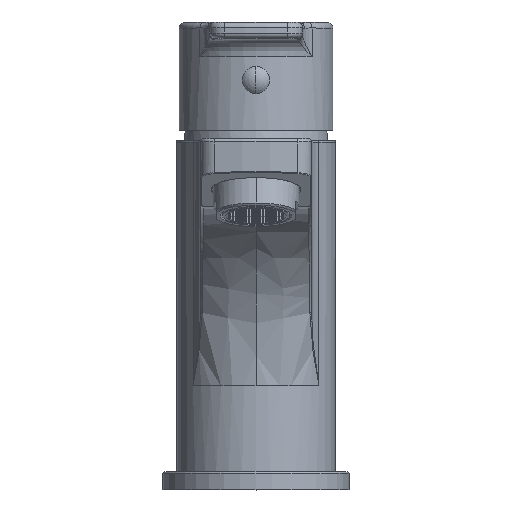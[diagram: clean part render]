
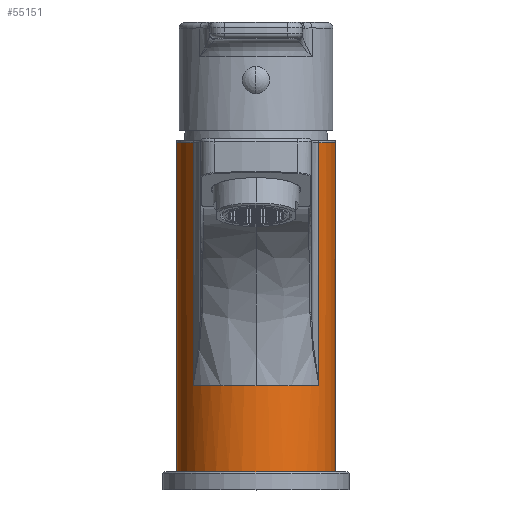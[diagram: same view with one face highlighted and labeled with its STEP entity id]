
A CAD part, top view. The second image highlights one B-rep face of the part: STEP entity #55151.
In plain terms, the highlighted cylindrical face has radius 22.25 mm (diameter 44.5 mm), a partial arc.
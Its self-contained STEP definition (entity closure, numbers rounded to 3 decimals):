
#8915=CARTESIAN_POINT('',(0.,25.5,22.25));
#8971=CARTESIAN_POINT('',(0.,25.5,0.));
#8972=DIRECTION('',(0.,-1.,0.));
#8973=DIRECTION('',(0.,0.,1.));
#8974=AXIS2_PLACEMENT_3D('',#8971,#8972,#8973);
#9048=CARTESIAN_POINT('',(17.593,25.5,13.622));
#9050=CARTESIAN_POINT('',(0.,25.5,0.));
#9051=DIRECTION('',(0.,-1.,0.));
#9052=DIRECTION('',(0.791,0.,0.612));
#9053=AXIS2_PLACEMENT_3D('',#9050,#9051,#9052);
#9468=CARTESIAN_POINT('',(0.,1.5,0.));
#9469=DIRECTION('',(0.,1.,0.));
#9470=DIRECTION('',(-1.,0.,0.));
#9471=AXIS2_PLACEMENT_3D('',#9468,#9469,#9470);
#9473=DIRECTION('',(0.,1.,0.));
#9474=VECTOR('',#9473,92.);
#9475=CARTESIAN_POINT('',(-22.25,1.5,0.));
#9476=LINE('',#9475,#9474);
#9477=CARTESIAN_POINT('',(0.,93.5,0.));
#9478=DIRECTION('',(0.,1.,0.));
#9479=DIRECTION('',(-1.,0.,0.));
#9480=AXIS2_PLACEMENT_3D('',#9477,#9478,#9479);
#9482=DIRECTION('',(0.,1.,0.));
#9483=VECTOR('',#9482,68.);
#9484=CARTESIAN_POINT('',(-17.593,25.5,13.622));
#9485=LINE('',#9484,#9483);
#9486=DIRECTION('',(0.,-1.,0.));
#9487=VECTOR('',#9486,68.);
#9488=CARTESIAN_POINT('',(17.593,93.5,13.622));
#9489=LINE('',#9488,#9487);
#9490=CARTESIAN_POINT('',(0.,93.5,0.));
#9491=DIRECTION('',(0.,1.,0.));
#9492=DIRECTION('',(0.791,0.,0.612));
#9493=AXIS2_PLACEMENT_3D('',#9490,#9491,#9492);
#35607=DIRECTION('',(0.,1.,0.));
#35608=VECTOR('',#35607,92.);
#35609=CARTESIAN_POINT('',(22.25,1.5,0.));
#35610=LINE('',#35609,#35608);
#39603=VERTEX_POINT('',#8915);
#39606=VERTEX_POINT('',#9048);
#39613=CARTESIAN_POINT('',(17.593,93.5,13.622));
#39615=VERTEX_POINT('',#39613);
#39616=CARTESIAN_POINT('',(22.25,93.5,0.));
#39617=VERTEX_POINT('',#39616);
#39618=CARTESIAN_POINT('',(-22.25,93.5,0.));
#39619=VERTEX_POINT('',#39618);
#39620=CARTESIAN_POINT('',(-17.593,93.5,13.622));
#39621=VERTEX_POINT('',#39620);
#39643=CARTESIAN_POINT('',(-17.593,25.5,
13.622));
#39644=VERTEX_POINT('',#39643);
#47579=CARTESIAN_POINT('',(22.25,1.5,0.));
#47580=CARTESIAN_POINT('',(-22.25,1.5,0.));
#47581=VERTEX_POINT('',#47579);
#47582=VERTEX_POINT('',#47580);
#55131=CARTESIAN_POINT('',(0.,0.,0.));
#55132=DIRECTION('',(0.,1.,0.));
#55133=DIRECTION('',(1.,0.,0.));
#55134=AXIS2_PLACEMENT_3D('',#55131,#55132,#55133);
#55135=CYLINDRICAL_SURFACE('',#55134,22.25);
#55137=ORIENTED_EDGE('',*,*,#55136,.F.);
#55139=ORIENTED_EDGE('',*,*,#55138,.T.);
#55140=ORIENTED_EDGE('',*,*,#55108,.T.);
#55141=ORIENTED_EDGE('',*,*,#55025,.F.);
#55142=ORIENTED_EDGE('',*,*,#54455,.F.);
#55143=ORIENTED_EDGE('',*,*,#54562,.F.);
#55145=ORIENTED_EDGE('',*,*,#55144,.F.);
#55146=ORIENTED_EDGE('',*,*,#55112,.T.);
#55148=ORIENTED_EDGE('',*,*,#55147,.F.);
#55149=EDGE_LOOP('',(#55137,#55139,#55140,#55141,#55142,#55143,#55145,#55146,
#55148));
#55150=FACE_OUTER_BOUND('',#55149,.F.);
#55151=ADVANCED_FACE('',(#55150),#55135,.T.);
#8975=CIRCLE('',#8974,22.25);
#9054=CIRCLE('',#9053,22.25);
#9472=CIRCLE('',#9471,22.25);
#9481=CIRCLE('',#9480,22.25);
#9494=CIRCLE('',#9493,22.25);
#54455=EDGE_CURVE('',#39603,#39644,#8975,.T.);
#54562=EDGE_CURVE('',#39606,#39603,#9054,.T.);
#55025=EDGE_CURVE('',#39644,#39621,#9485,.T.);
#55108=EDGE_CURVE('',#39619,#39621,#9481,.T.);
#55112=EDGE_CURVE('',#39615,#39617,#9494,.T.);
#55136=EDGE_CURVE('',#47582,#47581,#9472,.T.);
#55138=EDGE_CURVE('',#47582,#39619,#9476,.T.);
#55144=EDGE_CURVE('',#39615,#39606,#9489,.T.);
#55147=EDGE_CURVE('',#47581,#39617,#35610,.T.);
